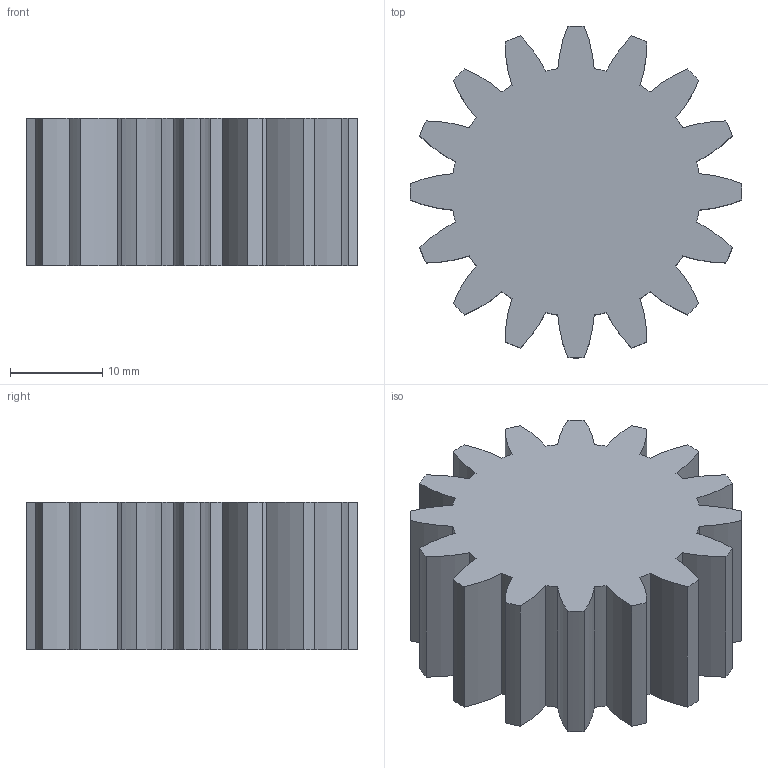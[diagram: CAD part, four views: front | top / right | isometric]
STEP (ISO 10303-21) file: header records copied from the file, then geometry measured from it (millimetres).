
FILE_DESCRIPTION(/* description */ (''),/* implementation_level */ '2;1');
FILE_NAME(/* name */ '',/* time_stamp */ '2025-12-13T15:53:54+03:00',/* author */ ('I9232'),/* organization */ (''),/* preprocessor_version */ 'ST-DEVELOPER v19.2',/* originating_system */ 'Autodesk Inventor 2023',/* authorisation */ '');
FILE_SCHEMA (('AUTOMOTIVE_DESIGN { 1 0 10303 214 3 1 1 }'));
Length unit declared in the file: millimetre
Products named in the file (2): Цилиндрическое зубчатое 
зацепление; Цилиндрическое зубчатое 
зацепление1
Assembly tree (1 placements, depth 2):
  Цилиндрическое зубчатое 
зацепление
    Цилиндрическое зубчатое 
зацепление1
Bounding box: 36 x 36 x 16 mm (x, y, z)
Volume: 12773.5 mm3; surface area: 4832.6 mm2
Topology: 1 solids, 1 shells, 66 faces, 192 edges, 129 vertices
Faces by surface type: cylinder 64, plane 2
Entity records: 2344 total; most frequent: DIRECTION 458, CARTESIAN_POINT 390, ORIENTED_EDGE 384, AXIS2_PLACEMENT_3D 197, EDGE_CURVE 192, CIRCLE 128, VERTEX_POINT 128, FACE_OUTER_BOUND 66
